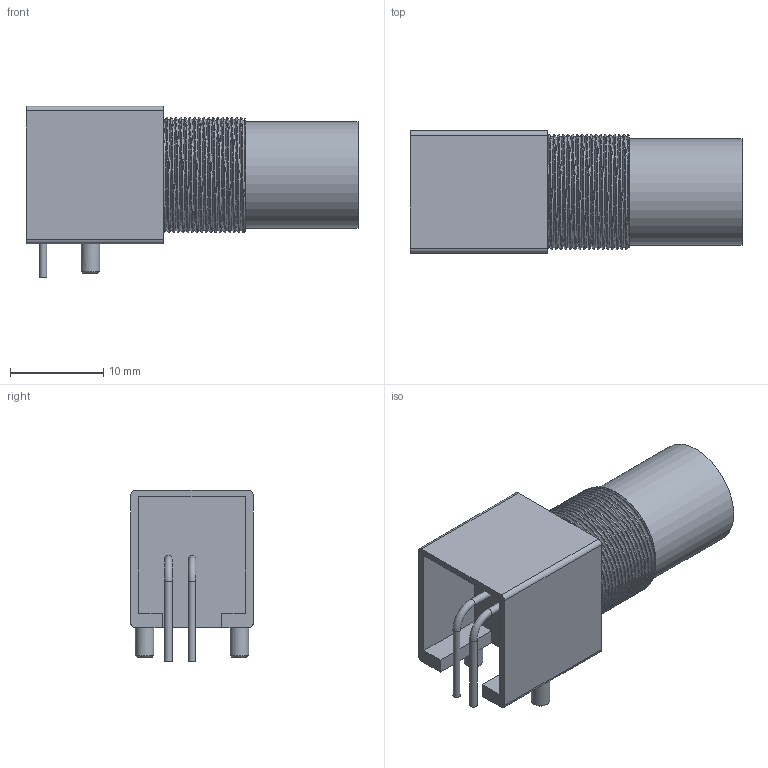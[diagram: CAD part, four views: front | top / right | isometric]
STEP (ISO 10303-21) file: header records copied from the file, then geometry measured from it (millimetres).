
FILE_DESCRIPTION(/* description */ ('Alibre Inc.'),/* implementation_level */ '2;1');
FILE_NAME(/* name */ 'export0',/* time_stamp */ '2012-11-23T22:43:40+02:00',/* author */ (''),/* organization */ (''),/* preprocessor_version */ 'ST-DEVELOPER v14',/* originating_system */ 'Alibre',/* authorisation */ '');
FILE_SCHEMA (('AUTOMOTIVE_DESIGN'));
Length unit declared in the file: centimetre
Bounding box: 35.6 x 13.1 x 18.38 mm (x, y, z)
Volume: 2806.2 mm3; surface area: 3047.6 mm2
Topology: 1 solids, 1 shells, 49 faces, 110 edges, 70 vertices
Faces by surface type: plane 26, cylinder 16, cone 3, torus 2, bspline 2
Full cylindrical faces by diameter (mm): 0.8 x5, 1 x1, 2 x2, 11 x1, 11.4 x1
Entity records: 3402 total; most frequent: CARTESIAN_POINT 2345, ORIENTED_EDGE 184, DIRECTION 177, EDGE_CURVE 92, AXIS2_PLACEMENT_3D 80, EDGE_LOOP 70, FACE_BOUND 70, VERTEX_POINT 66
